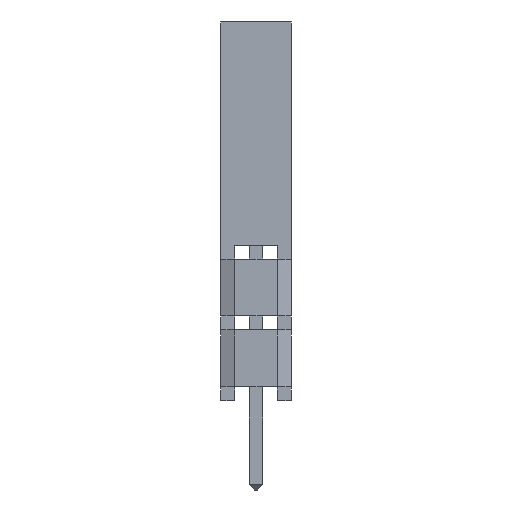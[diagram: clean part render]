
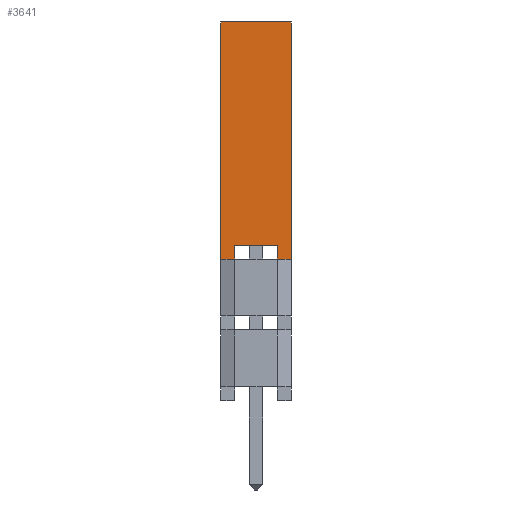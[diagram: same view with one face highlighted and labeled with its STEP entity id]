
A CAD part, left-side view. The second image highlights one B-rep face of the part: STEP entity #3641.
In plain terms, the highlighted planar face has unit normal (-1, 0, 0).
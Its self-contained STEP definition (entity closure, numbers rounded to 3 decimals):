
#1792 = VERTEX_POINT('',#1793);
#1793 = CARTESIAN_POINT('',(-1.27,-0.77,5.08));
#1838 = VERTEX_POINT('',#1839);
#1839 = CARTESIAN_POINT('',(-1.27,-1.27,5.08));
#1845 = EDGE_CURVE('',#1838,#1846,#1848,.T.);
#1846 = VERTEX_POINT('',#1847);
#1847 = CARTESIAN_POINT('',(-1.27,-1.27,13.58));
#1848 = LINE('',#1849,#1850);
#1849 = CARTESIAN_POINT('',(-1.27,-1.27,5.08));
#1850 = VECTOR('',#1851,1.);
#1851 = DIRECTION('',(0.,0.,1.));
#2255 = VERTEX_POINT('',#2256);
#2256 = CARTESIAN_POINT('',(-1.27,0.77,5.08));
#2318 = VERTEX_POINT('',#2319);
#2319 = CARTESIAN_POINT('',(-1.27,1.27,5.08));
#2325 = EDGE_CURVE('',#2318,#2326,#2328,.T.);
#2326 = VERTEX_POINT('',#2327);
#2327 = CARTESIAN_POINT('',(-1.27,1.27,13.58));
#2328 = LINE('',#2329,#2330);
#2329 = CARTESIAN_POINT('',(-1.27,1.27,5.08));
#2330 = VECTOR('',#2331,1.);
#2331 = DIRECTION('',(0.,0.,1.));
#3601 = EDGE_CURVE('',#1838,#1792,#3602,.T.);
#3602 = LINE('',#3603,#3604);
#3603 = CARTESIAN_POINT('',(-1.27,-1.27,5.08));
#3604 = VECTOR('',#3605,1.);
#3605 = DIRECTION('',(0.,1.,0.));
#3641 = ADVANCED_FACE('',(#3642),#3681,.F.);
#3642 = FACE_BOUND('',#3643,.F.);
#3643 = EDGE_LOOP('',(#3644,#3650,#3651,#3652,#3660,#3668,#3674,#3680));
#3644 = ORIENTED_EDGE('',*,*,#3645,.F.);
#3645 = EDGE_CURVE('',#1846,#2326,#3646,.T.);
#3646 = LINE('',#3647,#3648);
#3647 = CARTESIAN_POINT('',(-1.27,-1.27,13.58));
#3648 = VECTOR('',#3649,1.);
#3649 = DIRECTION('',(0.,1.,0.));
#3650 = ORIENTED_EDGE('',*,*,#1845,.F.);
#3651 = ORIENTED_EDGE('',*,*,#3601,.T.);
#3652 = ORIENTED_EDGE('',*,*,#3653,.T.);
#3653 = EDGE_CURVE('',#1792,#3654,#3656,.T.);
#3654 = VERTEX_POINT('',#3655);
#3655 = CARTESIAN_POINT('',(-1.27,-0.77,5.58));
#3656 = LINE('',#3657,#3658);
#3657 = CARTESIAN_POINT('',(-1.27,-0.77,5.08));
#3658 = VECTOR('',#3659,1.);
#3659 = DIRECTION('',(0.,0.,1.));
#3660 = ORIENTED_EDGE('',*,*,#3661,.T.);
#3661 = EDGE_CURVE('',#3654,#3662,#3664,.T.);
#3662 = VERTEX_POINT('',#3663);
#3663 = CARTESIAN_POINT('',(-1.27,0.77,5.58));
#3664 = LINE('',#3665,#3666);
#3665 = CARTESIAN_POINT('',(-1.27,-0.77,5.58));
#3666 = VECTOR('',#3667,1.);
#3667 = DIRECTION('',(0.,1.,0.));
#3668 = ORIENTED_EDGE('',*,*,#3669,.F.);
#3669 = EDGE_CURVE('',#2255,#3662,#3670,.T.);
#3670 = LINE('',#3671,#3672);
#3671 = CARTESIAN_POINT('',(-1.27,0.77,5.08));
#3672 = VECTOR('',#3673,1.);
#3673 = DIRECTION('',(0.,0.,1.));
#3674 = ORIENTED_EDGE('',*,*,#3675,.T.);
#3675 = EDGE_CURVE('',#2255,#2318,#3676,.T.);
#3676 = LINE('',#3677,#3678);
#3677 = CARTESIAN_POINT('',(-1.27,-1.27,5.08));
#3678 = VECTOR('',#3679,1.);
#3679 = DIRECTION('',(0.,1.,0.));
#3680 = ORIENTED_EDGE('',*,*,#2325,.T.);
#3681 = PLANE('',#3682);
#3682 = AXIS2_PLACEMENT_3D('',#3683,#3684,#3685);
#3683 = CARTESIAN_POINT('',(-1.27,-1.27,5.08));
#3684 = DIRECTION('',(1.,0.,0.));
#3685 = DIRECTION('',(0.,0.,1.));
